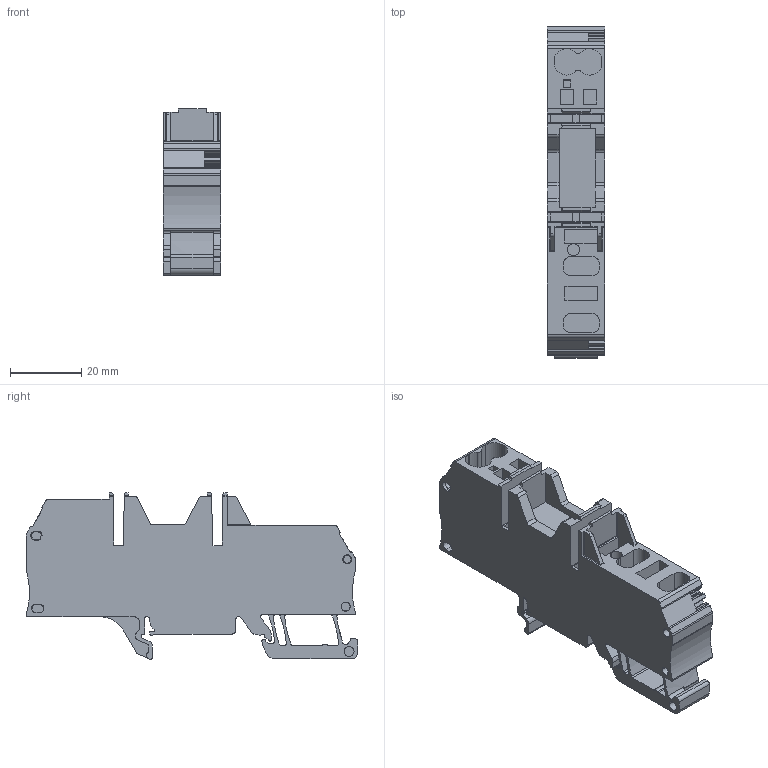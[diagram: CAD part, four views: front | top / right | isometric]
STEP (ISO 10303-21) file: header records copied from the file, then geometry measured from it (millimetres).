
FILE_DESCRIPTION(('CATIA V5 STEP Exchange','CAx-IF Rec.Pracs.--- Model Styling and Organization---1.5--- 2016-08-15','CAx-IF Rec.Pracs.---Supplemental Geometry---1.0---2011-11-01','CAx-IF Rec.Pracs.--- Composite Materials ---1.1---2010-07-15'),'2;1');
FILE_NAME ('D1448738_0', '2025-09-22T05:45:06+00:00', ('none'), ('Weidmueller'), 'CATIA Version 5-6 Release 2024 SP4', 'CATIA V5 STEP AP214 v3', 'none');
FILE_SCHEMA(('AUTOMOTIVE_DESIGN { 1 0 10303 214 1 1 1 1 }'));
Length unit declared in the file: millimetre
Products named in the file (1): v5-standard_part
Bounding box: 16 x 93.09 x 46.66 mm (x, y, z)
Volume: 39562.9 mm3; surface area: 16636.6 mm2
Topology: 1 solids, 1 shells, 497 faces, 1434 edges, 951 vertices
Faces by surface type: plane 267, cylinder 198, extrusion 16, cone 12, sphere 4
Entity records: 16351 total; most frequent: CARTESIAN_POINT 3934, ORIENTED_EDGE 2860, DIRECTION 2077, EDGE_CURVE 1430, VECTOR 956, VERTEX_POINT 951, LINE 940, AXIS2_PLACEMENT_3D 752
